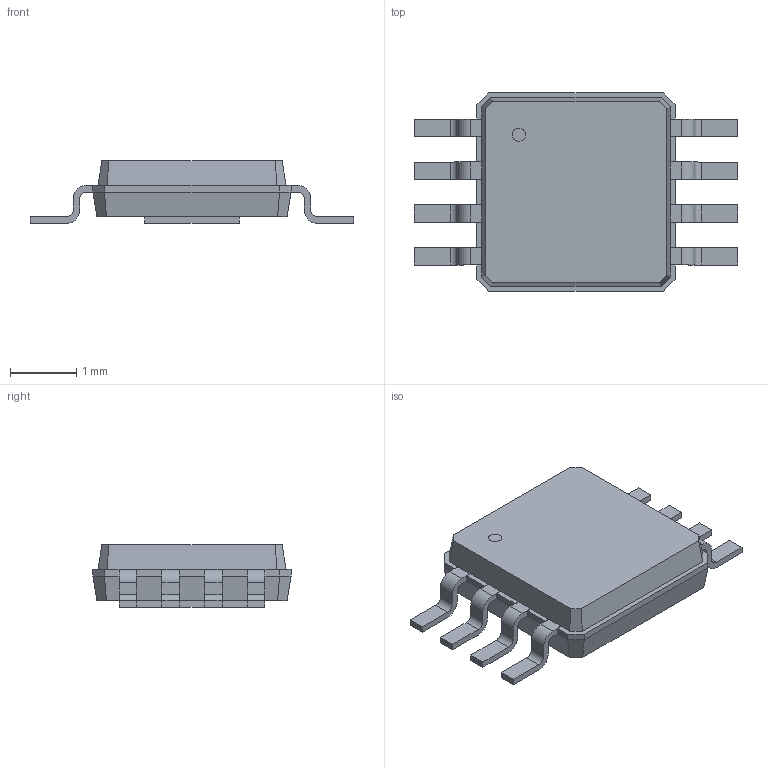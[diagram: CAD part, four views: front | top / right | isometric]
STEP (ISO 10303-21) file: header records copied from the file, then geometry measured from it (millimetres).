
FILE_DESCRIPTION(/* description */ ('model of MSOP-8-1EP_3x3mm_P0.65mm_EP1.425x1.76mm'),/* implementation_level */ '2;1');
FILE_NAME(/* name */ 'MSOP-8-1EP_3x3mm_P0.65mm_EP1.425x1.76mm.step',/* time_stamp */ '2022-10-05T02:17:42',/* author */ ('KiCAD','kicad'),/* organization */ ('OCCT'),/* preprocessor_version */ '',/* originating_system */ 'KiCAD',/* authorisation */ '');
FILE_SCHEMA(('AUTOMOTIVE_DESIGN { 1 0 10303 214 1 1 1 1 }'));
Length unit declared in the file: millimetre
Products named in the file (9): CQ assembly; 90ce2213-448e-11ed-a555-001a7dda7113; 90ce2213-448e-11ed-a555-001a7dda7113_part; 90ce491e-448e-11ed-b6af-001a7dda7113; 90ce491e-448e-11ed-b6af-001a7dda7113_part; 90ce491f-448e-11ed-9c3f-001a7dda7113; 90ce491f-448e-11ed-9c3f-001a7dda7113_part; 90ce4920-448e-11ed-8284-001a7dda7113; 90ce4920-448e-11ed-8284-001a7dda7113_part
Assembly tree (8 placements, depth 4):
  CQ assembly
    90ce2213-448e-11ed-a555-001a7dda7113
      90ce2213-448e-11ed-a555-001a7dda7113_part
      90ce491e-448e-11ed-b6af-001a7dda7113
        90ce491e-448e-11ed-b6af-001a7dda7113_part
      90ce491f-448e-11ed-9c3f-001a7dda7113
        90ce491f-448e-11ed-9c3f-001a7dda7113_part
      90ce4920-448e-11ed-8284-001a7dda7113
        90ce4920-448e-11ed-8284-001a7dda7113_part
Bounding box: 4.9 x 3 x 0.95 mm (x, y, z)
Volume: 7.5 mm3; surface area: 41.2 mm2
Topology: 11 solids, 11 shells, 205 faces, 506 edges, 324 vertices
Faces by surface type: plane 155, cylinder 34, bspline 16
Full cylindrical faces by diameter (mm): 0.2 x2
Entity records: 6141 total; most frequent: CARTESIAN_POINT 1116, ORIENTED_EDGE 1012, DIRECTION 946, EDGE_CURVE 506, LINE 414, VECTOR 414, VERTEX_POINT 324, AXIS2_PLACEMENT_3D 266
